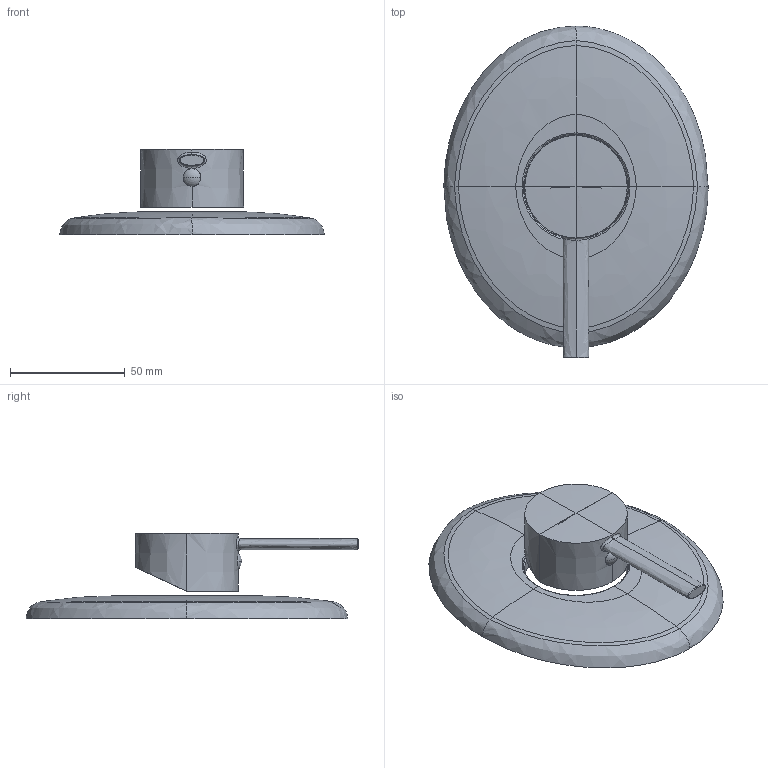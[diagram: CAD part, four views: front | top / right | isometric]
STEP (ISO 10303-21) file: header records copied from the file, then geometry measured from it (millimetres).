
FILE_DESCRIPTION((''),'2;1');
FILE_NAME('BR010CREST','2021-11-08T09:11:28',('ut3'),('PAFFONI SpA'),'CREO PARAMETRIC BY PTC INC, 2020044','CREO PARAMETRIC BY PTC INC, 2020044','');
FILE_SCHEMA(('CONFIG_CONTROL_DESIGN','SHAPE_APPEARANCE_LAYERS_GROUPS'));
Length unit declared in the file: millimetre
Products named in the file (1): BR010CREST
Bounding box: 115 x 144.5 x 37.3 mm (x, y, z)
Volume: 41718.4 mm3; surface area: 38414.3 mm2
Topology: 2 solids, 2 shells, 157 faces, 389 edges, 231 vertices
Faces by surface type: bspline 47, plane 44, cylinder 40, cone 12, torus 10, sphere 2, extrusion 2
Entity records: 9832 total; most frequent: CARTESIAN_POINT 5322, ORIENTED_EDGE 766, DIRECTION 567, EDGE_CURVE 383, VERTEX_POINT 231, AXIS2_PLACEMENT_3D 208, EDGE_LOOP 170, PRESENTATION_STYLE_ASSIGNMENT 159
